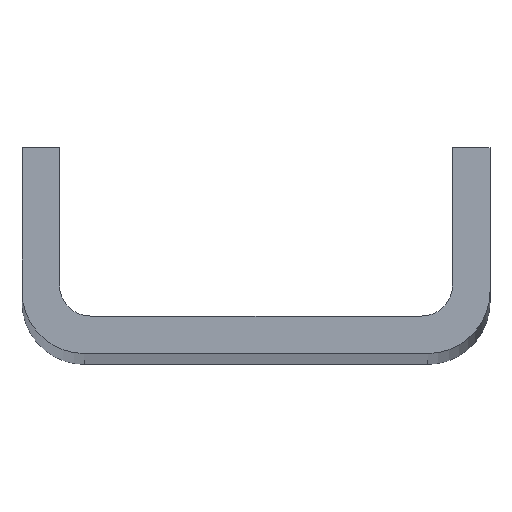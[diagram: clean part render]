
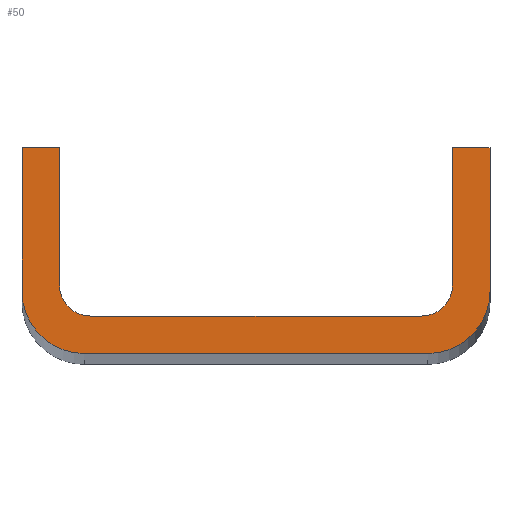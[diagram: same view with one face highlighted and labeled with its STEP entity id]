
A CAD part, top view. The second image highlights one B-rep face of the part: STEP entity #50.
In plain terms, the highlighted planar face has unit normal (0, 0, 1).
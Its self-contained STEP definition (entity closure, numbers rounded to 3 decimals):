
#50=ADVANCED_FACE('',(#69),#70,.T.);
#69=FACE_OUTER_BOUND('',#97,.T.);
#70=PLANE('',#98);
#97=EDGE_LOOP('',(#153,#154,#155,#156,#157,#158,#159,#160,#161,#162,#163,#164));
#98=AXIS2_PLACEMENT_3D('',#165,#166,#167);
#153=ORIENTED_EDGE('',*,*,#231,.T.);
#154=ORIENTED_EDGE('',*,*,#250,.T.);
#155=ORIENTED_EDGE('',*,*,#251,.T.);
#156=ORIENTED_EDGE('',*,*,#252,.T.);
#157=ORIENTED_EDGE('',*,*,#253,.T.);
#158=ORIENTED_EDGE('',*,*,#254,.T.);
#159=ORIENTED_EDGE('',*,*,#255,.T.);
#160=ORIENTED_EDGE('',*,*,#256,.T.);
#161=ORIENTED_EDGE('',*,*,#257,.T.);
#162=ORIENTED_EDGE('',*,*,#258,.T.);
#163=ORIENTED_EDGE('',*,*,#248,.T.);
#164=ORIENTED_EDGE('',*,*,#246,.T.);
#165=CARTESIAN_POINT('',(0.0,16.5,1000.0));
#166=DIRECTION('',(0.0,0.0,1.0));
#167=DIRECTION('',(1.0,0.0,0.0));
#231=EDGE_CURVE('',#267,#268,#269,.T.);
#246=EDGE_CURVE('',#296,#267,#297,.T.);
#248=EDGE_CURVE('',#299,#296,#300,.T.);
#250=EDGE_CURVE('',#268,#302,#303,.T.);
#251=EDGE_CURVE('',#302,#304,#305,.T.);
#252=EDGE_CURVE('',#304,#306,#307,.T.);
#253=EDGE_CURVE('',#306,#308,#309,.T.);
#254=EDGE_CURVE('',#308,#310,#311,.T.);
#255=EDGE_CURVE('',#310,#312,#313,.T.);
#256=EDGE_CURVE('',#312,#314,#315,.T.);
#257=EDGE_CURVE('',#314,#316,#317,.T.);
#258=EDGE_CURVE('',#316,#299,#318,.T.);
#267=VERTEX_POINT('',#327);
#268=VERTEX_POINT('',#328);
#269=CIRCLE('',#329,10.0);
#296=VERTEX_POINT('',#366);
#297=LINE('',#367,#368);
#299=VERTEX_POINT('',#371);
#300=CIRCLE('',#372,10.0);
#302=VERTEX_POINT('',#375);
#303=LINE('',#376,#377);
#304=VERTEX_POINT('',#378);
#305=LINE('',#379,#380);
#306=VERTEX_POINT('',#381);
#307=LINE('',#382,#383);
#308=VERTEX_POINT('',#384);
#309=CIRCLE('',#385,5.0);
#310=VERTEX_POINT('',#386);
#311=LINE('',#387,#388);
#312=VERTEX_POINT('',#389);
#313=CIRCLE('',#390,5.0);
#314=VERTEX_POINT('',#391);
#315=LINE('',#392,#393);
#316=VERTEX_POINT('',#394);
#317=LINE('',#395,#396);
#318=LINE('',#397,#398);
#327=CARTESIAN_POINT('',(27.5,0.,1000.0));
#328=CARTESIAN_POINT('',(37.5,10.0,1000.0));
#329=AXIS2_PLACEMENT_3D('',#415,#416,#417);
#366=CARTESIAN_POINT('',(-27.5,0.,1000.0));
#367=CARTESIAN_POINT('',(0.0,0.0,1000.0));
#368=VECTOR('',#440,1.0);
#371=CARTESIAN_POINT('',(-37.5,10.0,1000.0));
#372=AXIS2_PLACEMENT_3D('',#442,#443,#444);
#375=CARTESIAN_POINT('',(37.5,33.0,1000.0));
#376=CARTESIAN_POINT('',(37.5,16.5,1000.0));
#377=VECTOR('',#446,1.0);
#378=CARTESIAN_POINT('',(31.5,33.0,1000.0));
#379=CARTESIAN_POINT('',(0.0,33.0,1000.0));
#380=VECTOR('',#447,1.0);
#381=CARTESIAN_POINT('',(31.5,11.0,1000.0));
#382=CARTESIAN_POINT('',(31.5,19.25,1000.0));
#383=VECTOR('',#448,1.0);
#384=CARTESIAN_POINT('',(26.5,6.0,1000.0));
#385=AXIS2_PLACEMENT_3D('',#449,#450,#451);
#386=CARTESIAN_POINT('',(-26.5,6.0,1000.0));
#387=CARTESIAN_POINT('',(0.0,6.0,1000.0));
#388=VECTOR('',#452,1.0);
#389=CARTESIAN_POINT('',(-31.5,11.0,1000.0));
#390=AXIS2_PLACEMENT_3D('',#453,#454,#455);
#391=CARTESIAN_POINT('',(-31.5,33.0,1000.0));
#392=CARTESIAN_POINT('',(-31.5,19.25,1000.0));
#393=VECTOR('',#456,1.0);
#394=CARTESIAN_POINT('',(-37.5,33.0,1000.0));
#395=CARTESIAN_POINT('',(0.0,33.0,1000.0));
#396=VECTOR('',#457,1.0);
#397=CARTESIAN_POINT('',(-37.5,16.5,1000.0));
#398=VECTOR('',#458,1.0);
#415=CARTESIAN_POINT('',(27.5,10.0,1000.0));
#416=DIRECTION('',(0.0,0.0,1.0));
#417=DIRECTION('',(0.,-1.0,0.0));
#440=DIRECTION('',(1.0,0.0,0.0));
#442=CARTESIAN_POINT('',(-27.5,10.0,1000.0));
#443=DIRECTION('',(0.0,0.0,1.0));
#444=DIRECTION('',(-1.0,0.,0.0));
#446=DIRECTION('',(0.0,1.0,0.0));
#447=DIRECTION('',(-1.0,0.0,0.0));
#448=DIRECTION('',(0.0,-1.0,0.0));
#449=CARTESIAN_POINT('',(26.5,11.0,1000.0));
#450=DIRECTION('',(0.0,0.0,-1.0));
#451=DIRECTION('',(1.0,0.0,0.0));
#452=DIRECTION('',(-1.0,0.0,0.0));
#453=CARTESIAN_POINT('',(-26.5,11.0,1000.0));
#454=DIRECTION('',(0.0,0.0,-1.0));
#455=DIRECTION('',(1.0,0.0,0.0));
#456=DIRECTION('',(0.0,1.0,0.0));
#457=DIRECTION('',(-1.0,0.0,0.0));
#458=DIRECTION('',(0.0,-1.0,0.0));
